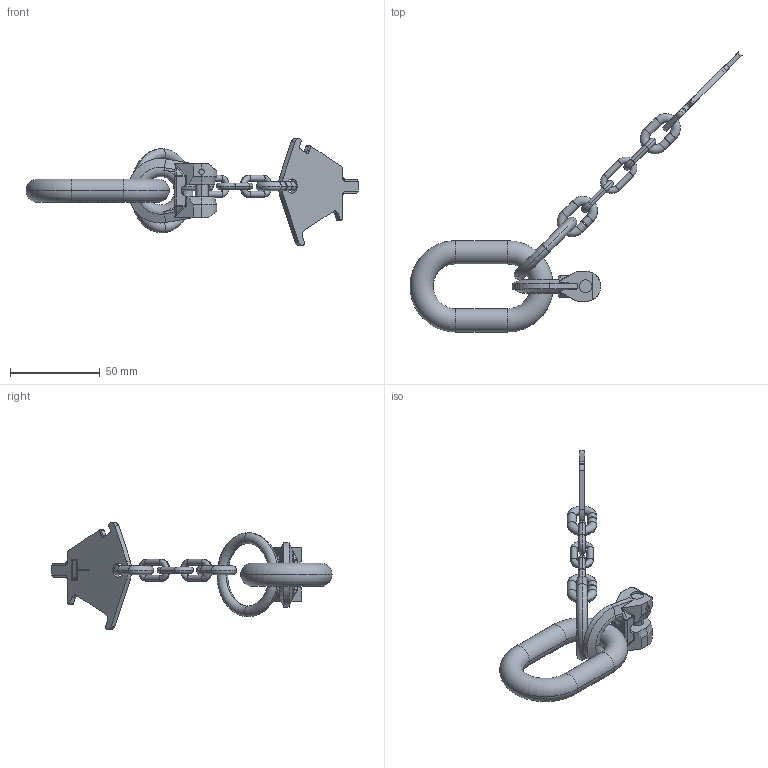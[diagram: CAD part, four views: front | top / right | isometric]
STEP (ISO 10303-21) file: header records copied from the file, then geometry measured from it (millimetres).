
FILE_DESCRIPTION((''),'2;1');
FILE_NAME('001-M31179-P-1_ASM','2004-10-20T',('Haas'),(''),'PRO/ENGINEER BY PARAMETRIC TECHNOLOGY CORPORATION, 2003450','PRO/ENGINEER BY PARAMETRIC TECHNOLOGY CORPORATION, 2003450','');
FILE_SCHEMA(('CONFIG_CONTROL_DESIGN'));
Length unit declared in the file: millimetre
Products named in the file (9): 001-M31132-P-1_AF0; 001-M31491-P-1; 001-M31128-V01; 001-M31556-P-1; 001-M31129-P-1; 001-M31130-001; 001-M31130-003_ASM; 001-M31556-P-1_ASM; 001-M31179-P-1_ASM
Assembly tree (11 placements, depth 4):
  001-M31179-P-1_ASM
    001-M31132-P-1_AF0
    001-M31491-P-1
    001-M31128-V01
    001-M31556-P-1_ASM
      001-M31556-P-1
      001-M31129-P-1  x2
      001-M31130-003_ASM
        001-M31130-001  x3
Bounding box: 185.29 x 156.31 x 59.53 mm (x, y, z)
Volume: 46960.5 mm3; surface area: 21874.4 mm2
Topology: 9 solids, 9 shells, 394 faces, 1019 edges, 645 vertices
Faces by surface type: plane 242, cylinder 102, torus 32, bspline 12, sphere 4, cone 2
Entity records: 12182 total; most frequent: CARTESIAN_POINT 3094, ORIENTED_EDGE 1930, DIRECTION 1737, EDGE_CURVE 965, VECTOR 621, LINE 621, VERTEX_POINT 617, AXIS2_PLACEMENT_3D 558
